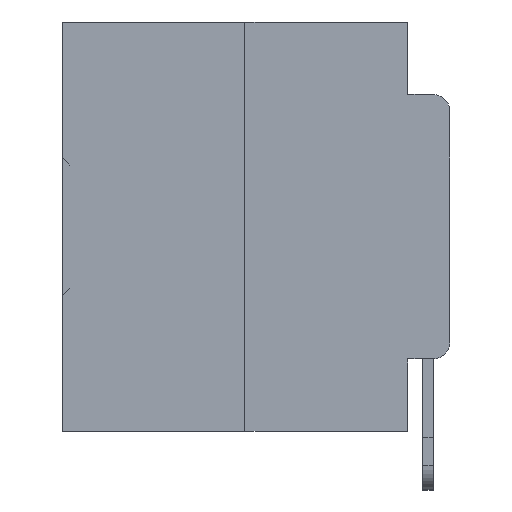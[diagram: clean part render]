
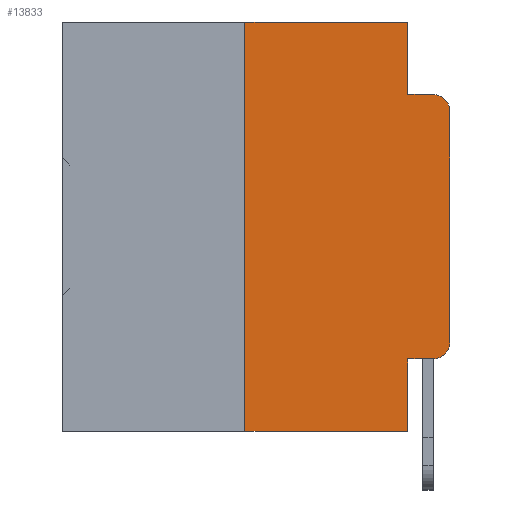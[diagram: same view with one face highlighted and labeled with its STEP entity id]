
A CAD part, left-side view. The second image highlights one B-rep face of the part: STEP entity #13833.
In plain terms, the highlighted planar face has unit normal (-1, 0, 0).
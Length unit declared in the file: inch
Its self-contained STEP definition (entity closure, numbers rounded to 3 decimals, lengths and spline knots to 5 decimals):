
#149 = VERTEX_POINT ( 'NONE', #6354 ) ;
#953 = CARTESIAN_POINT ( 'NONE',  ( 0., 0.051, -0.4115 ) ) ;
#1612 = DIRECTION ( 'NONE',  ( -1., 0., 0. ) ) ;
#1861 = VECTOR ( 'NONE', #32032, 39.37008 ) ;
#2058 = ORIENTED_EDGE ( 'NONE', *, *, #5386, .T. ) ;
#2583 = DIRECTION ( 'NONE',  ( 1., 0., 0. ) ) ;
#2765 = VERTEX_POINT ( 'NONE', #8422 ) ;
#3423 = CARTESIAN_POINT ( 'NONE',  ( 0., 0.25, 0. ) ) ;
#5386 = EDGE_CURVE ( 'NONE', #8716, #149, #31698, .T. ) ;
#5591 = VECTOR ( 'NONE', #29494, 39.37008 ) ;
#6309 = VERTEX_POINT ( 'NONE', #3423 ) ;
#6354 = CARTESIAN_POINT ( 'NONE',  ( 0., 0., -0.3915 ) ) ;
#6517 = AXIS2_PLACEMENT_3D ( 'NONE', #36487, #2583, #22628 ) ;
#7529 = VECTOR ( 'NONE', #34327, 39.37008 ) ;
#7849 = VERTEX_POINT ( 'NONE', #30815 ) ;
#8283 = EDGE_LOOP ( 'NONE', ( #9339, #18425, #9560, #24769, #15320, #32783, #12664, #20082, #13111, #2058 ) ) ;
#8422 = CARTESIAN_POINT ( 'NONE',  ( 0., 0.051, -0.0885 ) ) ;
#8716 = VERTEX_POINT ( 'NONE', #27460 ) ;
#9143 = VECTOR ( 'NONE', #35875, 39.37008 ) ;
#9339 = ORIENTED_EDGE ( 'NONE', *, *, #17710, .T. ) ;
#9560 = ORIENTED_EDGE ( 'NONE', *, *, #15586, .F. ) ;
#10654 = LINE ( 'NONE', #15521, #5591 ) ;
#11164 = VECTOR ( 'NONE', #16778, 39.37008 ) ;
#11711 = DIRECTION ( 'NONE',  ( -1., 0., 0. ) ) ;
#11988 = CARTESIAN_POINT ( 'NONE',  ( 0., 0.473, -0.5 ) ) ;
#12127 = FACE_OUTER_BOUND ( 'NONE', #8283, .T. ) ;
#12664 = ORIENTED_EDGE ( 'NONE', *, *, #32128, .T. ) ;
#12760 = CARTESIAN_POINT ( 'NONE',  ( 0., 0.051, 0. ) ) ;
#12779 = VERTEX_POINT ( 'NONE', #25678 ) ;
#13111 = ORIENTED_EDGE ( 'NONE', *, *, #34481, .T. ) ;
#13833 = ADVANCED_FACE ( 'NONE', ( #12127 ), #17018, .F. ) ;
#14791 = AXIS2_PLACEMENT_3D ( 'NONE', #18917, #1612, #21727 ) ;
#15236 = AXIS2_PLACEMENT_3D ( 'NONE', #28497, #11711, #31298 ) ;
#15320 = ORIENTED_EDGE ( 'NONE', *, *, #26392, .F. ) ;
#15521 = CARTESIAN_POINT ( 'NONE',  ( 0., 0.473, 0. ) ) ;
#15586 = EDGE_CURVE ( 'NONE', #2765, #12779, #21863, .T. ) ;
#16678 = LINE ( 'NONE', #27543, #9143 ) ;
#16778 = DIRECTION ( 'NONE',  ( 0., 0., -1. ) ) ;
#16953 = EDGE_CURVE ( 'NONE', #26400, #7849, #35233, .T. ) ;
#17018 = PLANE ( 'NONE',  #6517 ) ;
#17710 = EDGE_CURVE ( 'NONE', #149, #28725, #25630, .T. ) ;
#18425 = ORIENTED_EDGE ( 'NONE', *, *, #36103, .T. ) ;
#18619 = LINE ( 'NONE', #36252, #11164 ) ;
#18824 = EDGE_CURVE ( 'NONE', #21402, #6309, #35515, .T. ) ;
#18917 = CARTESIAN_POINT ( 'NONE',  ( 0., 0.02, -0.1085 ) ) ;
#20082 = ORIENTED_EDGE ( 'NONE', *, *, #16953, .F. ) ;
#20676 = VECTOR ( 'NONE', #25757, 39.37008 ) ;
#20793 = LINE ( 'NONE', #11988, #7529 ) ;
#21402 = VERTEX_POINT ( 'NONE', #23827 ) ;
#21727 = DIRECTION ( 'NONE',  ( 0., 0., -1. ) ) ;
#21863 = LINE ( 'NONE', #30963, #29373 ) ;
#22628 = DIRECTION ( 'NONE',  ( 0., 0., -1. ) ) ;
#23536 = CARTESIAN_POINT ( 'NONE',  ( 0., 0.051, 0. ) ) ;
#23827 = CARTESIAN_POINT ( 'NONE',  ( 0., 0.25, -0.5 ) ) ;
#24769 = ORIENTED_EDGE ( 'NONE', *, *, #31951, .F. ) ;
#25630 = LINE ( 'NONE', #26446, #1861 ) ;
#25678 = CARTESIAN_POINT ( 'NONE',  ( 0., 0.02, -0.0885 ) ) ;
#25757 = DIRECTION ( 'NONE',  ( 0., 0., 1. ) ) ;
#26392 = EDGE_CURVE ( 'NONE', #6309, #36545, #10654, .T. ) ;
#26400 = VERTEX_POINT ( 'NONE', #953 ) ;
#26446 = CARTESIAN_POINT ( 'NONE',  ( 0., 0., 0. ) ) ;
#27011 = VECTOR ( 'NONE', #32301, 39.37008 ) ;
#27460 = CARTESIAN_POINT ( 'NONE',  ( 0., 0.02, -0.4115 ) ) ;
#27543 = CARTESIAN_POINT ( 'NONE',  ( 0., 0.051, -0.4115 ) ) ;
#28497 = CARTESIAN_POINT ( 'NONE',  ( 0., 0.02, -0.3915 ) ) ;
#28725 = VERTEX_POINT ( 'NONE', #33813 ) ;
#29373 = VECTOR ( 'NONE', #36349, 39.37008 ) ;
#29494 = DIRECTION ( 'NONE',  ( 0., -1., 0. ) ) ;
#30815 = CARTESIAN_POINT ( 'NONE',  ( 0., 0.051, -0.5 ) ) ;
#30963 = CARTESIAN_POINT ( 'NONE',  ( 0., 0.051, -0.0885 ) ) ;
#31077 = CIRCLE ( 'NONE', #14791, 0.02 ) ;
#31246 = CARTESIAN_POINT ( 'NONE',  ( 0., 0.25, 0. ) ) ;
#31298 = DIRECTION ( 'NONE',  ( 0., 0., -1. ) ) ;
#31698 = CIRCLE ( 'NONE', #15236, 0.02 ) ;
#31951 = EDGE_CURVE ( 'NONE', #36545, #2765, #18619, .T. ) ;
#32032 = DIRECTION ( 'NONE',  ( 0., 0., 1. ) ) ;
#32128 = EDGE_CURVE ( 'NONE', #21402, #7849, #20793, .T. ) ;
#32301 = DIRECTION ( 'NONE',  ( 0., 0., -1. ) ) ;
#32783 = ORIENTED_EDGE ( 'NONE', *, *, #18824, .F. ) ;
#33813 = CARTESIAN_POINT ( 'NONE',  ( 0., 0., -0.1085 ) ) ;
#34327 = DIRECTION ( 'NONE',  ( 0., -1., 0. ) ) ;
#34481 = EDGE_CURVE ( 'NONE', #26400, #8716, #16678, .T. ) ;
#35233 = LINE ( 'NONE', #12760, #27011 ) ;
#35515 = LINE ( 'NONE', #31246, #20676 ) ;
#35875 = DIRECTION ( 'NONE',  ( 0., -1., 0. ) ) ;
#36103 = EDGE_CURVE ( 'NONE', #28725, #12779, #31077, .T. ) ;
#36252 = CARTESIAN_POINT ( 'NONE',  ( 0., 0.051, 0. ) ) ;
#36349 = DIRECTION ( 'NONE',  ( 0., -1., 0. ) ) ;
#36487 = CARTESIAN_POINT ( 'NONE',  ( 0., 0.473, 0. ) ) ;
#36545 = VERTEX_POINT ( 'NONE', #23536 ) ;
